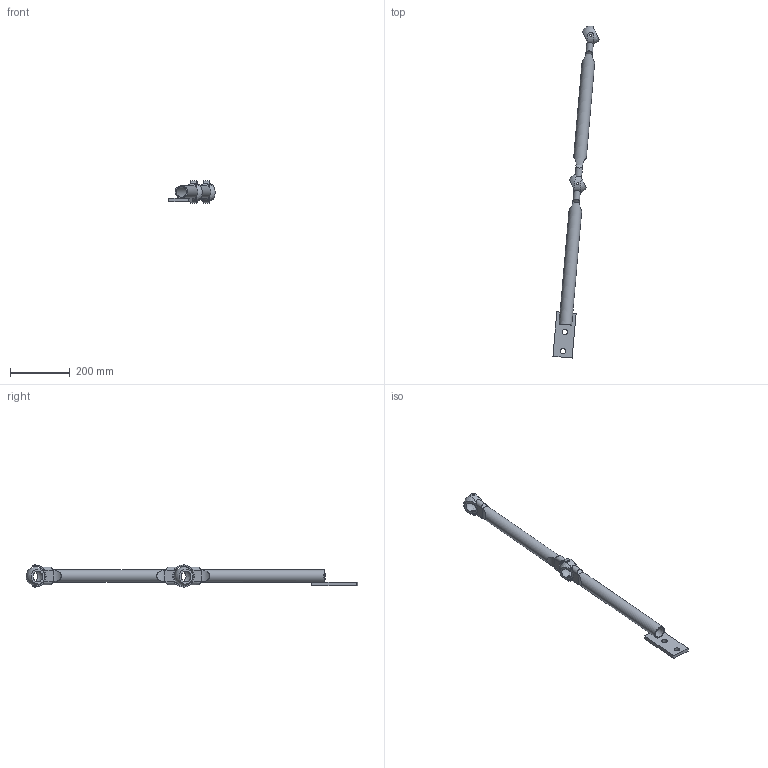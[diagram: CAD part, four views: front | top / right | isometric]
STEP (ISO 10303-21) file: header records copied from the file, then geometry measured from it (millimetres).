
FILE_DESCRIPTION (( 'STEP AP203' ), '1' );
FILE_NAME ('BALUSTER_Ø42,4Ø63Ø33,7_DREJBAR_TYPE_GS3.STEP', '2012-04-12T07:55:25', ( 'JKJ' ), ( '' ), 'SwSTEP 2.0', 'SolidWorks 2011', '' );
FILE_SCHEMA (( 'CONFIG_CONTROL_DESIGN' ));
Length unit declared in the file: millimetre
Products named in the file (8): BALUSTER_Ø42,4Ø63Ø33,7_DREJBAR_TYPE_GS3; BALUSTER Ø42,4_Ø33,7_DREJBAR_TYPE GS3; KUGLESTYR; BESLAG FOR OPHÆNG AF GELÆNDER2; BESLAG FOR KUGLE HALVBUE; ØVERSTE GELÆNDERSTANG; BESLAG FOR KUGLE; NEDERSTE GELÆNDERSTANG 475
Assembly tree (8 placements, depth 3):
  BALUSTER_Ø42,4Ø63Ø33,7_DREJBAR_TYPE_GS3
    BALUSTER Ø42,4_Ø33,7_DREJBAR_TYPE GS3
      BESLAG FOR KUGLE HALVBUE
      BESLAG FOR OPHÆNG AF GELÆNDER2
      ØVERSTE GELÆNDERSTANG
      KUGLESTYR  x2
      BESLAG FOR KUGLE
      NEDERSTE GELÆNDERSTANG 475
Bounding box: 155.04 x 1115.15 x 74 mm (x, y, z)
Volume: 1028574.7 mm3; surface area: 238613.8 mm2
Topology: 7 solids, 7 shells, 74 faces, 159 edges, 100 vertices
Faces by surface type: cylinder 34, plane 24, cone 10, sphere 4, bspline 2
Full cylindrical faces by diameter (mm): 6.8 x4, 8 x4, 18 x2, 35 x1, 42.4 x2, 66 x1, 74 x1
Entity records: 4430 total; most frequent: CARTESIAN_POINT 2212, DIRECTION 278, ORIENTED_EDGE 242, EDGE_CURVE 121, AXIS2_PLACEMENT_3D 119, EDGE_LOOP 106, VERTEX_POINT 83, FACE_OUTER_BOUND 83
